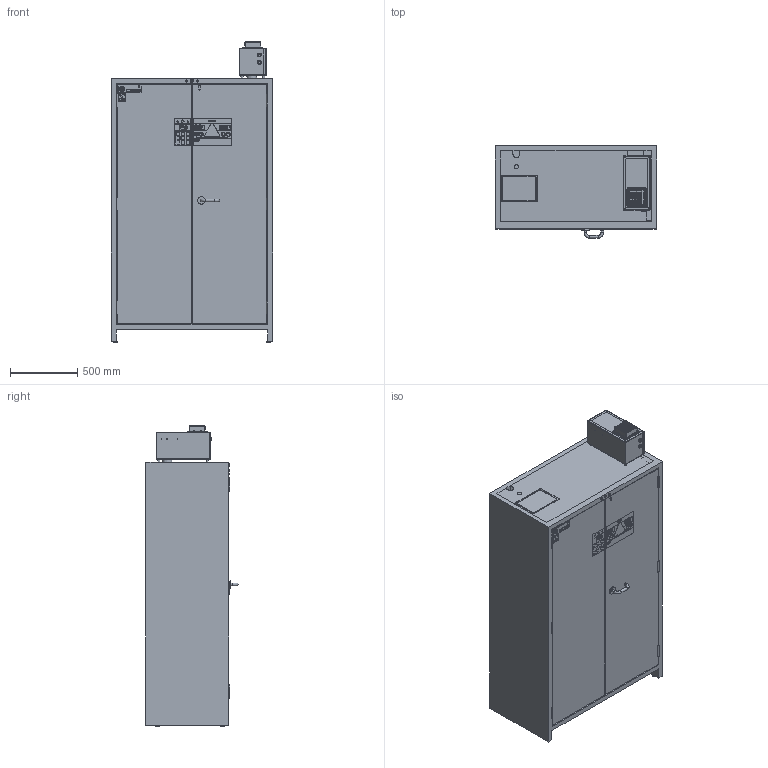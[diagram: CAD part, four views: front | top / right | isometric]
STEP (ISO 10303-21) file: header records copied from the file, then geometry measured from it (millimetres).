
FILE_DESCRIPTION(/* description */ (''),/* implementation_level */ '2;1');
FILE_NAME(/* name */ 'IO90.195.120.PC.WDC_41269-047-41391 3er_CD.stp',/* time_stamp */ '2023-10-12T06:49:46+02:00',/* author */ ('mirudolph'),/* organization */ ('asecos® GmbH'),/* preprocessor_version */ 'ST-DEVELOPER v17.2',/* originating_system */ 'Autodesk Inventor 2019',/* authorisation */ '');
FILE_SCHEMA (('AUTOMOTIVE_DESIGN { 1 0 10303 214 3 1 1 }'));
Products named in the file (1): IO90.195.120.PC.WDC_41269-047-41391 3er_CD
Bounding box: 1193.76 x 682.58 x 2224.29 mm (x, y, z)
Volume: 427039321.9 mm3; surface area: 23575950.2 mm2
Topology: 9 solids, 13 shells, 3885 faces, 9877 edges, 6306 vertices
Faces by surface type: plane 2135, cylinder 1099, bspline 550, torus 59, cone 36, sphere 6
Full cylindrical faces by diameter (mm): 4 x7, 4.134 x2, 5 x52, 5.1 x5, 6 x2, 6.742 x1, 7 x6, 8 x3, 8.1 x4, 9.5 x1, 10 x4, 13 x2, 13.656 x1, 14 x1, 15 x2, 16 x7, 20 x6, 22 x2, 22.5 x2, 24 x1, 25.2 x1, 27 x1, 28.4 x1, 29 x1, 30 x2, 31 x2, 31.8 x4, 33.8 x1, 35 x1, 37.8 x1
Entity records: 127823 total; most frequent: CARTESIAN_POINT 29965, ORIENTED_EDGE 19752, DIRECTION 18633, EDGE_CURVE 9876, LINE 6523, VECTOR 6523, VERTEX_POINT 6312, AXIS2_PLACEMENT_3D 6055
